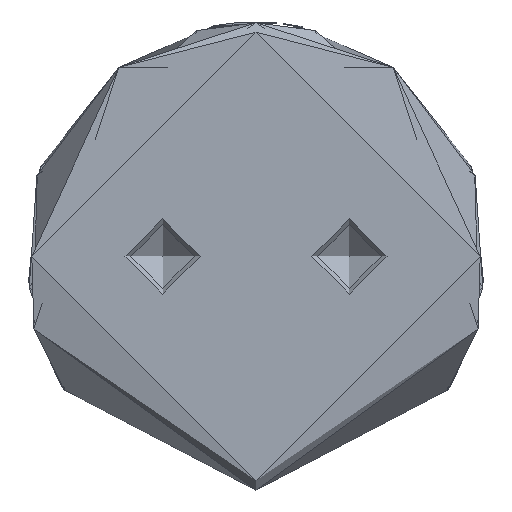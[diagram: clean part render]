
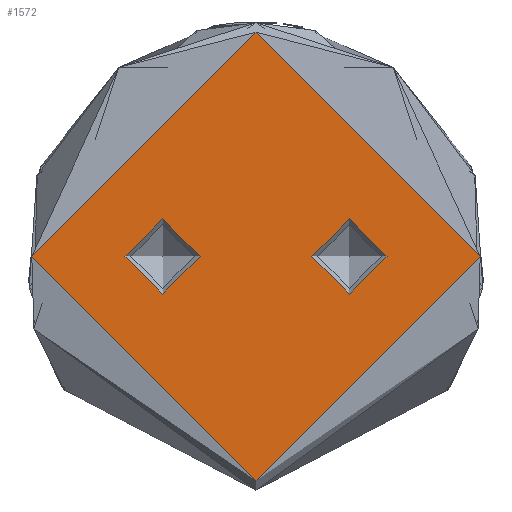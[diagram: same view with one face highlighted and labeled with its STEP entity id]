
A CAD part, front view. The second image highlights one B-rep face of the part: STEP entity #1572.
In plain terms, the highlighted face is planar.
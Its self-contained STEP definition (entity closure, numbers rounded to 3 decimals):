
#30 = ORIENTED_EDGE ( 'NONE', *, *, #1811, .F. ) ;
#47 = CARTESIAN_POINT ( 'NONE',  ( 10., 0., 0. ) ) ;
#131 = DIRECTION ( 'NONE',  ( 0., 0., 1. ) ) ;
#263 = AXIS2_PLACEMENT_3D ( 'NONE', #47, #3252, #515 ) ;
#515 = DIRECTION ( 'NONE',  ( 1., 0., 0. ) ) ;
#807 = VERTEX_POINT ( 'NONE', #4656 ) ;
#872 = AXIS2_PLACEMENT_3D ( 'NONE', #2882, #131, #3342 ) ;
#934 = ORIENTED_EDGE ( 'NONE', *, *, #3562, .T. ) ;
#1352 = DIRECTION ( 'NONE',  ( 0., 1., 0. ) ) ;
#1460 = CARTESIAN_POINT ( 'NONE',  ( 14.025, 0., 0. ) ) ;
#1485 = CARTESIAN_POINT ( 'NONE',  ( 0., 0., 0. ) ) ;
#1572 = ADVANCED_FACE ( 'NONE', ( #1595, #2819, #5257 ), #2719, .F. ) ;
#1595 = FACE_BOUND ( 'NONE', #3799, .T. ) ;
#1616 = EDGE_CURVE ( 'NONE', #2010, #2010, #3471, .T. ) ;
#1811 = EDGE_CURVE ( 'NONE', #807, #807, #3325, .T. ) ;
#1933 = DIRECTION ( 'NONE',  ( 0., -1., 0. ) ) ;
#2010 = VERTEX_POINT ( 'NONE', #1460 ) ;
#2719 = PLANE ( 'NONE',  #4973 ) ;
#2819 = FACE_BOUND ( 'NONE', #5366, .T. ) ;
#2830 = ORIENTED_EDGE ( 'NONE', *, *, #1616, .F. ) ;
#2882 = CARTESIAN_POINT ( 'NONE',  ( -10., 0., 0. ) ) ;
#3213 = CIRCLE ( 'NONE', #5130, 24. ) ;
#3252 = DIRECTION ( 'NONE',  ( 0., 0., 1. ) ) ;
#3305 = CARTESIAN_POINT ( 'NONE',  ( 0., -24., 0. ) ) ;
#3325 = CIRCLE ( 'NONE', #872, 4.025 ) ;
#3342 = DIRECTION ( 'NONE',  ( 1., 0., 0. ) ) ;
#3471 = CIRCLE ( 'NONE', #263, 4.025 ) ;
#3562 = EDGE_CURVE ( 'NONE', #4156, #4156, #3213, .T. ) ;
#3647 = CARTESIAN_POINT ( 'NONE',  ( 0., 24., 0. ) ) ;
#3799 = EDGE_LOOP ( 'NONE', ( #30 ) ) ;
#4105 = DIRECTION ( 'NONE',  ( 0., 0., -1. ) ) ;
#4156 = VERTEX_POINT ( 'NONE', #3305 ) ;
#4656 = CARTESIAN_POINT ( 'NONE',  ( -5.975, 0., 0. ) ) ;
#4683 = DIRECTION ( 'NONE',  ( 0., 0., 1. ) ) ;
#4973 = AXIS2_PLACEMENT_3D ( 'NONE', #3647, #4105, #1352 ) ;
#5050 = EDGE_LOOP ( 'NONE', ( #934 ) ) ;
#5130 = AXIS2_PLACEMENT_3D ( 'NONE', #1485, #4683, #1933 ) ;
#5257 = FACE_OUTER_BOUND ( 'NONE', #5050, .T. ) ;
#5366 = EDGE_LOOP ( 'NONE', ( #2830 ) ) ;
